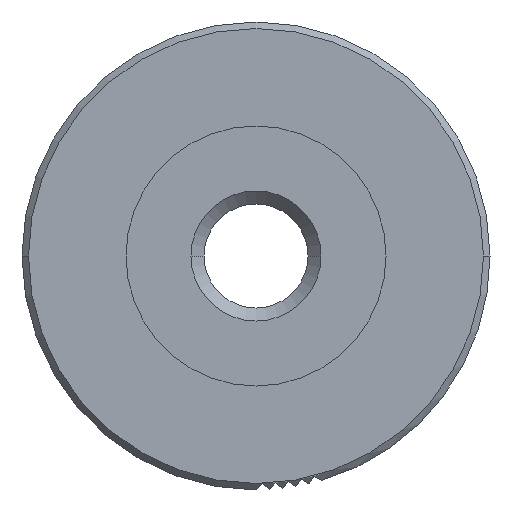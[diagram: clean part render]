
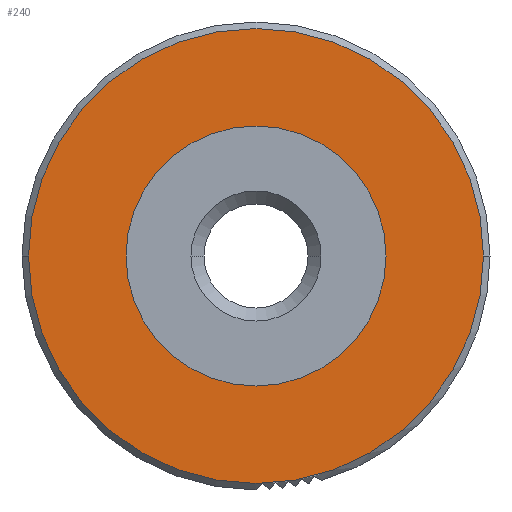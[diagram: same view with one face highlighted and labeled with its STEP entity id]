
A CAD part, front view. The second image highlights one B-rep face of the part: STEP entity #240.
In plain terms, the highlighted planar face has unit normal (0, -1, 0).
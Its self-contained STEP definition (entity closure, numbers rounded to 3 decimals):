
#210 = EDGE_CURVE( '', #318, #270, #553, .T. );
#222 = VERTEX_POINT( '', #565 );
#240 = ADVANCED_FACE( '', ( #583, #584 ), #585, .T. );
#250 = VERTEX_POINT( '', #597 );
#270 = VERTEX_POINT( '', #618 );
#296 = EDGE_CURVE( '', #270, #318, #647, .T. );
#318 = VERTEX_POINT( '', #671 );
#324 = EDGE_CURVE( '', #250, #222, #677, .T. );
#450 = EDGE_CURVE( '', #222, #250, #819, .T. );
#553 = CIRCLE( '', #932, 10. );
#565 = CARTESIAN_POINT( '', ( 17.5, 15., 0. ) );
#583 = FACE_OUTER_BOUND( '', #1002, .T. );
#584 = FACE_BOUND( '', #1003, .T. );
#585 = PLANE( '', #1004 );
#597 = CARTESIAN_POINT( '', ( -17.5, 15., 0. ) );
#618 = CARTESIAN_POINT( '', ( -10., 15., 0. ) );
#647 = CIRCLE( '', #1095, 10. );
#671 = CARTESIAN_POINT( '', ( 10., 15., 0. ) );
#677 = CIRCLE( '', #1144, 17.5 );
#819 = CIRCLE( '', #1410, 17.5 );
#932 = AXIS2_PLACEMENT_3D( '', #1565, #1566, #1567 );
#1002 = EDGE_LOOP( '', ( #1579, #1580 ) );
#1003 = EDGE_LOOP( '', ( #1581, #1582 ) );
#1004 = AXIS2_PLACEMENT_3D( '', #1583, #1584, #1585 );
#1095 = AXIS2_PLACEMENT_3D( '', #1672, #1673, #1674 );
#1144 = AXIS2_PLACEMENT_3D( '', #1710, #1711, #1712 );
#1410 = AXIS2_PLACEMENT_3D( '', #1879, #1880, #1881 );
#1565 = CARTESIAN_POINT( '', ( 0., 15., 0. ) );
#1566 = DIRECTION( '', ( 0., 1., 0. ) );
#1567 = DIRECTION( '', ( 1., 0., 0. ) );
#1579 = ORIENTED_EDGE( '', *, *, #450, .F. );
#1580 = ORIENTED_EDGE( '', *, *, #324, .F. );
#1581 = ORIENTED_EDGE( '', *, *, #210, .T. );
#1582 = ORIENTED_EDGE( '', *, *, #296, .T. );
#1583 = CARTESIAN_POINT( '', ( 13.75, 15., 0. ) );
#1584 = DIRECTION( '', ( 0., -1., 0. ) );
#1585 = DIRECTION( '', ( -1., 0., 0. ) );
#1672 = CARTESIAN_POINT( '', ( 0., 15., 0. ) );
#1673 = DIRECTION( '', ( 0., 1., 0. ) );
#1674 = DIRECTION( '', ( 1., 0., 0. ) );
#1710 = CARTESIAN_POINT( '', ( 0., 15., 0. ) );
#1711 = DIRECTION( '', ( 0., 1., 0. ) );
#1712 = DIRECTION( '', ( 1., 0., 0. ) );
#1879 = CARTESIAN_POINT( '', ( 0., 15., 0. ) );
#1880 = DIRECTION( '', ( 0., 1., 0. ) );
#1881 = DIRECTION( '', ( 1., 0., 0. ) );
